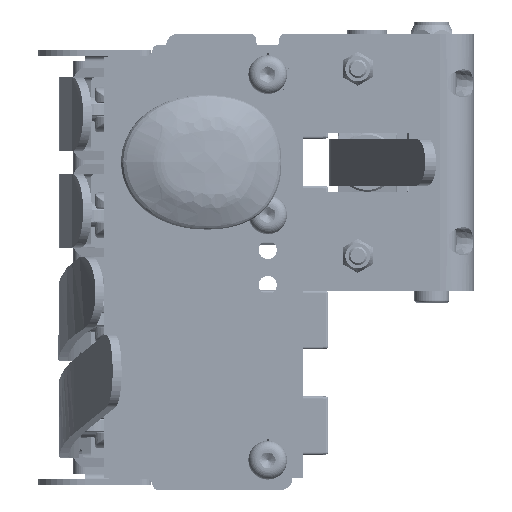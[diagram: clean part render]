
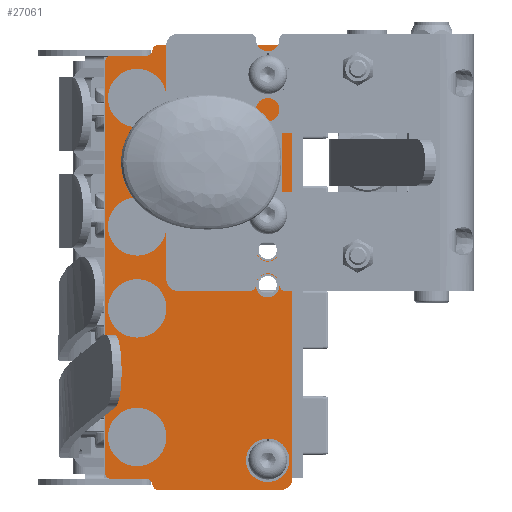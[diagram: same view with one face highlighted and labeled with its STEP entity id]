
A CAD part, left-side view. The second image highlights one B-rep face of the part: STEP entity #27061.
In plain terms, the highlighted planar face has unit normal (-1, 0, 0).
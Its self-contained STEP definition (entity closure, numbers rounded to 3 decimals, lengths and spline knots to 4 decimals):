
#1011=FACE_BOUND('',#5360,.T.);
#1012=FACE_BOUND('',#5361,.T.);
#1013=FACE_BOUND('',#5362,.T.);
#1014=FACE_BOUND('',#5363,.T.);
#1015=FACE_BOUND('',#5364,.T.);
#1016=FACE_BOUND('',#5365,.T.);
#1017=FACE_BOUND('',#5366,.T.);
#1018=FACE_BOUND('',#5367,.T.);
#1336=PLANE('',#29500);
#3738=FACE_OUTER_BOUND('',#5359,.T.);
#5359=EDGE_LOOP('',(#20941,#20942,#20943,#20944,#20945,#20946,#20947,#20948,
#20949,#20950,#20951,#20952,#20953,#20954));
#5360=EDGE_LOOP('',(#20955));
#5361=EDGE_LOOP('',(#20956));
#5362=EDGE_LOOP('',(#20957));
#5363=EDGE_LOOP('',(#20958));
#5364=EDGE_LOOP('',(#20959));
#5365=EDGE_LOOP('',(#20960));
#5366=EDGE_LOOP('',(#20961));
#5367=EDGE_LOOP('',(#20962));
#6975=LINE('',#64063,#8655);
#6976=LINE('',#64067,#8656);
#6977=LINE('',#64073,#8657);
#6978=LINE('',#64077,#8658);
#6979=LINE('',#64081,#8659);
#6980=LINE('',#64086,#8660);
#8655=VECTOR('',#32957,0.3937);
#8656=VECTOR('',#32960,0.3937);
#8657=VECTOR('',#32965,0.3937);
#8658=VECTOR('',#32968,0.3937);
#8659=VECTOR('',#32971,0.3937);
#8660=VECTOR('',#32976,0.3937);
#10087=CIRCLE('',#29499,0.125);
#10088=CIRCLE('',#29501,0.125);
#10089=CIRCLE('',#29502,0.0625);
#10090=CIRCLE('',#29503,0.0625);
#10091=CIRCLE('',#29504,0.0625);
#10092=CIRCLE('',#29505,0.0625);
#10093=CIRCLE('',#29506,0.0625);
#10094=CIRCLE('',#29507,0.0625);
#10095=CIRCLE('',#29508,0.125);
#10096=CIRCLE('',#29509,0.125);
#10097=CIRCLE('',#29510,0.125);
#10098=CIRCLE('',#29511,0.125);
#10099=CIRCLE('',#29512,0.3125);
#10100=CIRCLE('',#29513,0.3125);
#10101=CIRCLE('',#29514,0.3125);
#10102=CIRCLE('',#29515,0.3125);
#12102=VERTEX_POINT('',#64056);
#12103=VERTEX_POINT('',#64058);
#12104=VERTEX_POINT('',#64062);
#12105=VERTEX_POINT('',#64064);
#12106=VERTEX_POINT('',#64066);
#12107=VERTEX_POINT('',#64068);
#12108=VERTEX_POINT('',#64070);
#12109=VERTEX_POINT('',#64072);
#12110=VERTEX_POINT('',#64074);
#12111=VERTEX_POINT('',#64076);
#12112=VERTEX_POINT('',#64078);
#12113=VERTEX_POINT('',#64080);
#12114=VERTEX_POINT('',#64082);
#12115=VERTEX_POINT('',#64084);
#12116=VERTEX_POINT('',#64087);
#12117=VERTEX_POINT('',#64089);
#12118=VERTEX_POINT('',#64091);
#12119=VERTEX_POINT('',#64093);
#12120=VERTEX_POINT('',#64095);
#12121=VERTEX_POINT('',#64097);
#12122=VERTEX_POINT('',#64099);
#12123=VERTEX_POINT('',#64101);
#15294=EDGE_CURVE('',#12102,#12103,#10087,.T.);
#15296=EDGE_CURVE('',#12102,#12104,#6975,.T.);
#15297=EDGE_CURVE('',#12105,#12104,#10088,.T.);
#15298=EDGE_CURVE('',#12105,#12106,#6976,.T.);
#15299=EDGE_CURVE('',#12107,#12106,#10089,.T.);
#15300=EDGE_CURVE('',#12108,#12107,#10090,.T.);
#15301=EDGE_CURVE('',#12108,#12109,#6977,.T.);
#15302=EDGE_CURVE('',#12110,#12109,#10091,.T.);
#15303=EDGE_CURVE('',#12110,#12111,#6978,.T.);
#15304=EDGE_CURVE('',#12112,#12111,#10092,.T.);
#15305=EDGE_CURVE('',#12112,#12113,#6979,.T.);
#15306=EDGE_CURVE('',#12114,#12113,#10093,.T.);
#15307=EDGE_CURVE('',#12115,#12114,#10094,.T.);
#15308=EDGE_CURVE('',#12115,#12103,#6980,.T.);
#15309=EDGE_CURVE('',#12116,#12116,#10095,.T.);
#15310=EDGE_CURVE('',#12117,#12117,#10096,.T.);
#15311=EDGE_CURVE('',#12118,#12118,#10097,.T.);
#15312=EDGE_CURVE('',#12119,#12119,#10098,.T.);
#15313=EDGE_CURVE('',#12120,#12120,#10099,.T.);
#15314=EDGE_CURVE('',#12121,#12121,#10100,.T.);
#15315=EDGE_CURVE('',#12122,#12122,#10101,.T.);
#15316=EDGE_CURVE('',#12123,#12123,#10102,.T.);
#20941=ORIENTED_EDGE('',*,*,#15294,.F.);
#20942=ORIENTED_EDGE('',*,*,#15296,.T.);
#20943=ORIENTED_EDGE('',*,*,#15297,.F.);
#20944=ORIENTED_EDGE('',*,*,#15298,.T.);
#20945=ORIENTED_EDGE('',*,*,#15299,.F.);
#20946=ORIENTED_EDGE('',*,*,#15300,.F.);
#20947=ORIENTED_EDGE('',*,*,#15301,.T.);
#20948=ORIENTED_EDGE('',*,*,#15302,.F.);
#20949=ORIENTED_EDGE('',*,*,#15303,.T.);
#20950=ORIENTED_EDGE('',*,*,#15304,.F.);
#20951=ORIENTED_EDGE('',*,*,#15305,.T.);
#20952=ORIENTED_EDGE('',*,*,#15306,.F.);
#20953=ORIENTED_EDGE('',*,*,#15307,.F.);
#20954=ORIENTED_EDGE('',*,*,#15308,.T.);
#20955=ORIENTED_EDGE('',*,*,#15309,.T.);
#20956=ORIENTED_EDGE('',*,*,#15310,.T.);
#20957=ORIENTED_EDGE('',*,*,#15311,.T.);
#20958=ORIENTED_EDGE('',*,*,#15312,.T.);
#20959=ORIENTED_EDGE('',*,*,#15313,.T.);
#20960=ORIENTED_EDGE('',*,*,#15314,.T.);
#20961=ORIENTED_EDGE('',*,*,#15315,.T.);
#20962=ORIENTED_EDGE('',*,*,#15316,.T.);
#27061=ADVANCED_FACE('',(#3738,#1011,#1012,#1013,#1014,#1015,#1016,#1017,
#1018),#1336,.T.);
#29499=AXIS2_PLACEMENT_3D('',#64059,#32952,#32953);
#29500=AXIS2_PLACEMENT_3D('',#64061,#32955,#32956);
#29501=AXIS2_PLACEMENT_3D('',#64065,#32958,#32959);
#29502=AXIS2_PLACEMENT_3D('',#64069,#32961,#32962);
#29503=AXIS2_PLACEMENT_3D('',#64071,#32963,#32964);
#29504=AXIS2_PLACEMENT_3D('',#64075,#32966,#32967);
#29505=AXIS2_PLACEMENT_3D('',#64079,#32969,#32970);
#29506=AXIS2_PLACEMENT_3D('',#64083,#32972,#32973);
#29507=AXIS2_PLACEMENT_3D('',#64085,#32974,#32975);
#29508=AXIS2_PLACEMENT_3D('',#64088,#32977,#32978);
#29509=AXIS2_PLACEMENT_3D('',#64090,#32979,#32980);
#29510=AXIS2_PLACEMENT_3D('',#64092,#32981,#32982);
#29511=AXIS2_PLACEMENT_3D('',#64094,#32983,#32984);
#29512=AXIS2_PLACEMENT_3D('',#64096,#32985,#32986);
#29513=AXIS2_PLACEMENT_3D('',#64098,#32987,#32988);
#29514=AXIS2_PLACEMENT_3D('',#64100,#32989,#32990);
#29515=AXIS2_PLACEMENT_3D('',#64102,#32991,#32992);
#32952=DIRECTION('center_axis',(1.,0.,0.));
#32953=DIRECTION('ref_axis',(0.,-0.707,-0.707));
#32955=DIRECTION('center_axis',(-1.,0.,0.));
#32956=DIRECTION('ref_axis',(0.,0.,1.));
#32957=DIRECTION('',(0.,0.,1.));
#32958=DIRECTION('center_axis',(1.,0.,0.));
#32959=DIRECTION('ref_axis',(0.,-0.707,0.707));
#32960=DIRECTION('',(0.,1.,0.));
#32961=DIRECTION('center_axis',(1.,0.,0.));
#32962=DIRECTION('ref_axis',(0.,0.707,0.707));
#32963=DIRECTION('center_axis',(-1.,0.,0.));
#32964=DIRECTION('ref_axis',(0.,0.,1.));
#32965=DIRECTION('',(0.,1.,0.));
#32966=DIRECTION('center_axis',(1.,0.,0.));
#32967=DIRECTION('ref_axis',(0.,0.707,0.707));
#32968=DIRECTION('',(0.,0.,-1.));
#32969=DIRECTION('center_axis',(1.,0.,0.));
#32970=DIRECTION('ref_axis',(0.,0.707,-0.707));
#32971=DIRECTION('',(0.,-1.,0.));
#32972=DIRECTION('center_axis',(-1.,0.,0.));
#32973=DIRECTION('ref_axis',(0.,-0.707,0.707));
#32974=DIRECTION('center_axis',(1.,0.,0.));
#32975=DIRECTION('ref_axis',(0.,0.,1.));
#32976=DIRECTION('',(0.,-1.,0.));
#32977=DIRECTION('center_axis',(1.,0.,0.));
#32978=DIRECTION('ref_axis',(0.,0.,-1.));
#32979=DIRECTION('center_axis',(1.,0.,0.));
#32980=DIRECTION('ref_axis',(0.,0.,-1.));
#32981=DIRECTION('center_axis',(1.,0.,0.));
#32982=DIRECTION('ref_axis',(0.,0.,-1.));
#32983=DIRECTION('center_axis',(1.,0.,0.));
#32984=DIRECTION('ref_axis',(0.,0.,-1.));
#32985=DIRECTION('center_axis',(1.,0.,0.));
#32986=DIRECTION('ref_axis',(0.,0.,-1.));
#32987=DIRECTION('center_axis',(1.,0.,0.));
#32988=DIRECTION('ref_axis',(0.,0.,-1.));
#32989=DIRECTION('center_axis',(1.,0.,0.));
#32990=DIRECTION('ref_axis',(0.,0.,-1.));
#32991=DIRECTION('center_axis',(1.,0.,0.));
#32992=DIRECTION('ref_axis',(0.,0.,-1.));
#64056=CARTESIAN_POINT('',(-0.0625,-1.,-2.255));
#64058=CARTESIAN_POINT('',(-0.0625,-0.875,-2.38));
#64059=CARTESIAN_POINT('Origin',(-0.0625,-0.875,-2.255));
#64061=CARTESIAN_POINT('Origin',(-0.0625,-0.0088,0.));
#64062=CARTESIAN_POINT('',(-0.0625,-1.,2.255));
#64063=CARTESIAN_POINT('',(-0.0625,-1.,-2.38));
#64064=CARTESIAN_POINT('',(-0.0625,-0.875,2.38));
#64065=CARTESIAN_POINT('Origin',(-0.0625,-0.875,2.255));
#64066=CARTESIAN_POINT('',(-0.0625,0.4325,2.38));
#64067=CARTESIAN_POINT('',(-0.0625,-1.,2.38));
#64068=CARTESIAN_POINT('',(-0.0625,0.4949,2.3214));
#64069=CARTESIAN_POINT('Origin',(-0.0625,0.4325,2.3175));
#64070=CARTESIAN_POINT('',(-0.0625,0.5573,2.2627));
#64071=CARTESIAN_POINT('Origin',(-0.0625,0.5573,2.3252));
#64072=CARTESIAN_POINT('',(-0.0625,0.9375,2.2627));
#64073=CARTESIAN_POINT('',(-0.0625,0.495,2.2627));
#64074=CARTESIAN_POINT('',(-0.0625,1.,2.2002));
#64075=CARTESIAN_POINT('Origin',(-0.0625,0.9375,2.2002));
#64076=CARTESIAN_POINT('',(-0.0625,1.,-2.2002));
#64077=CARTESIAN_POINT('',(-0.0625,1.,2.2627));
#64078=CARTESIAN_POINT('',(-0.0625,0.9375,-2.2627));
#64079=CARTESIAN_POINT('Origin',(-0.0625,0.9375,-2.2002));
#64080=CARTESIAN_POINT('',(-0.0625,0.5575,-2.2627));
#64081=CARTESIAN_POINT('',(-0.0625,1.,-2.2627));
#64082=CARTESIAN_POINT('',(-0.0625,0.4951,-2.3214));
#64083=CARTESIAN_POINT('Origin',(-0.0625,0.5575,-2.3252));
#64084=CARTESIAN_POINT('',(-0.0625,0.4327,-2.38));
#64085=CARTESIAN_POINT('Origin',(-0.0625,0.4327,-2.3175));
#64086=CARTESIAN_POINT('',(-0.0625,0.495,-2.38));
#64087=CARTESIAN_POINT('',(-0.0625,-0.7367,-0.0706));
#64088=CARTESIAN_POINT('Origin',(-0.0625,-0.7367,-0.1956));
#64089=CARTESIAN_POINT('',(-0.0625,-0.7367,2.1856));
#64090=CARTESIAN_POINT('Origin',(-0.0625,-0.7367,2.0606));
#64091=CARTESIAN_POINT('',(-0.0625,-0.7367,0.3185));
#64092=CARTESIAN_POINT('Origin',(-0.0625,-0.7367,0.1935));
#64093=CARTESIAN_POINT('',(-0.0625,-0.7367,-1.9376));
#64094=CARTESIAN_POINT('Origin',(-0.0625,-0.7367,-2.0626));
#64095=CARTESIAN_POINT('',(-0.0625,0.6583,-0.1256));
#64096=CARTESIAN_POINT('Origin',(-0.0625,0.6583,-0.4381));
#64097=CARTESIAN_POINT('',(-0.0625,0.6583,2.1236));
#64098=CARTESIAN_POINT('Origin',(-0.0625,0.6583,1.8111));
#64099=CARTESIAN_POINT('',(-0.0625,0.6583,0.7506));
#64100=CARTESIAN_POINT('Origin',(-0.0625,0.6583,0.4381));
#64101=CARTESIAN_POINT('',(-0.0625,0.6583,-1.5006));
#64102=CARTESIAN_POINT('Origin',(-0.0625,0.6583,-1.8131));
